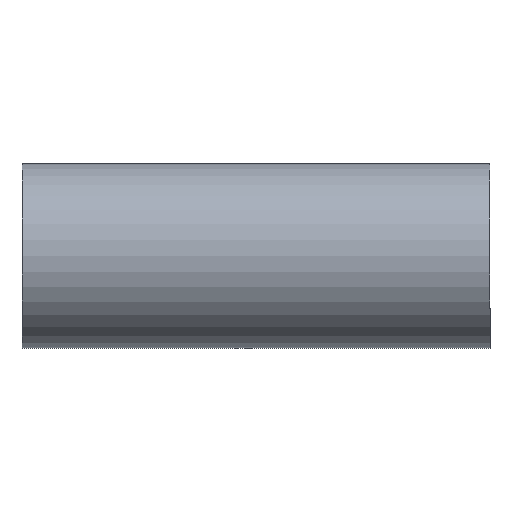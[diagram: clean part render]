
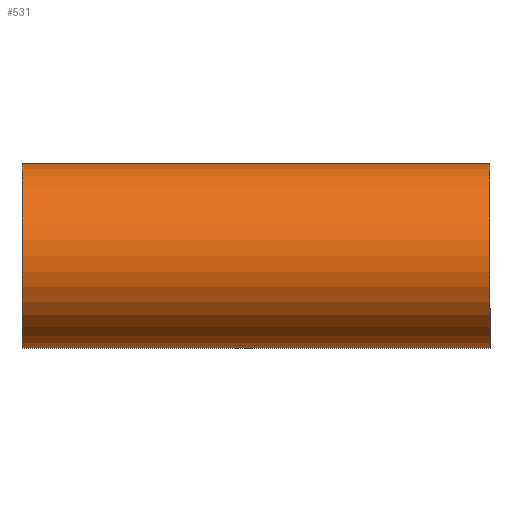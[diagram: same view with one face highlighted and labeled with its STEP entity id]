
A CAD part, top view. The second image highlights one B-rep face of the part: STEP entity #531.
In plain terms, the highlighted cylindrical face has radius 19.844 mm (diameter 39.688 mm), a partial arc.
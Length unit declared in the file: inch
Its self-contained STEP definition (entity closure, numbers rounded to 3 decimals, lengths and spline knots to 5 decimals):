
#25 = CARTESIAN_POINT ( 'NONE',  ( 0., 0., 0. ) ) ;
#52 = EDGE_CURVE ( 'NONE', #242, #354, #265, .T. ) ;
#61 = DIRECTION ( 'NONE',  ( 1., 0., 0. ) ) ;
#74 = ORIENTED_EDGE ( 'NONE', *, *, #52, .T. ) ;
#75 = DIRECTION ( 'NONE',  ( 1., 0., 0. ) ) ;
#104 = CARTESIAN_POINT ( 'NONE',  ( 0., -0.78125, 0. ) ) ;
#119 = AXIS2_PLACEMENT_3D ( 'NONE', #319, #461, #198 ) ;
#122 = EDGE_CURVE ( 'NONE', #242, #554, #529, .T. ) ;
#126 = FACE_OUTER_BOUND ( 'NONE', #598, .T. ) ;
#147 = ORIENTED_EDGE ( 'NONE', *, *, #395, .T. ) ;
#198 = DIRECTION ( 'NONE',  ( 0., 1., 0. ) ) ;
#199 = EDGE_CURVE ( 'NONE', #554, #447, #243, .T. ) ;
#210 = CARTESIAN_POINT ( 'NONE',  ( 0., 0., 0. ) ) ;
#215 = AXIS2_PLACEMENT_3D ( 'NONE', #25, #228, #581 ) ;
#228 = DIRECTION ( 'NONE',  ( 1., 0., 0. ) ) ;
#237 = CARTESIAN_POINT ( 'NONE',  ( -3.95669, -0.78125, 0. ) ) ;
#242 = VERTEX_POINT ( 'NONE', #544 ) ;
#243 = CIRCLE ( 'NONE', #215, 0.78125 ) ;
#265 = CIRCLE ( 'NONE', #119, 0.78125 ) ;
#319 = CARTESIAN_POINT ( 'NONE',  ( -3.95669, 0., 0. ) ) ;
#324 = CYLINDRICAL_SURFACE ( 'NONE', #327, 0.78125 ) ;
#327 = AXIS2_PLACEMENT_3D ( 'NONE', #210, #75, #483 ) ;
#354 = VERTEX_POINT ( 'NONE', #237 ) ;
#377 = DIRECTION ( 'NONE',  ( 1., 0., 0. ) ) ;
#388 = ORIENTED_EDGE ( 'NONE', *, *, #199, .F. ) ;
#395 = EDGE_CURVE ( 'NONE', #354, #447, #661, .T. ) ;
#447 = VERTEX_POINT ( 'NONE', #104 ) ;
#461 = DIRECTION ( 'NONE',  ( 1., 0., 0. ) ) ;
#483 = DIRECTION ( 'NONE',  ( 0., 1., 0. ) ) ;
#491 = VECTOR ( 'NONE', #61, 39.37008 ) ;
#529 = LINE ( 'NONE', #640, #619 ) ;
#531 = ADVANCED_FACE ( 'NONE', ( #126 ), #324, .T. ) ;
#544 = CARTESIAN_POINT ( 'NONE',  ( -3.95669, 0.78125, 0. ) ) ;
#553 = CARTESIAN_POINT ( 'NONE',  ( 0., -0.78125, 0. ) ) ;
#554 = VERTEX_POINT ( 'NONE', #648 ) ;
#581 = DIRECTION ( 'NONE',  ( 0., 1., 0. ) ) ;
#598 = EDGE_LOOP ( 'NONE', ( #74, #147, #388, #662 ) ) ;
#619 = VECTOR ( 'NONE', #377, 39.37008 ) ;
#640 = CARTESIAN_POINT ( 'NONE',  ( 0., 0.78125, 0. ) ) ;
#648 = CARTESIAN_POINT ( 'NONE',  ( 0., 0.78125, 0. ) ) ;
#661 = LINE ( 'NONE', #553, #491 ) ;
#662 = ORIENTED_EDGE ( 'NONE', *, *, #122, .F. ) ;
